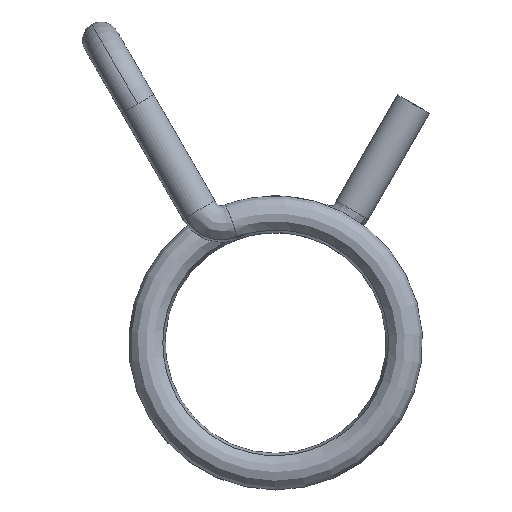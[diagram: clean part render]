
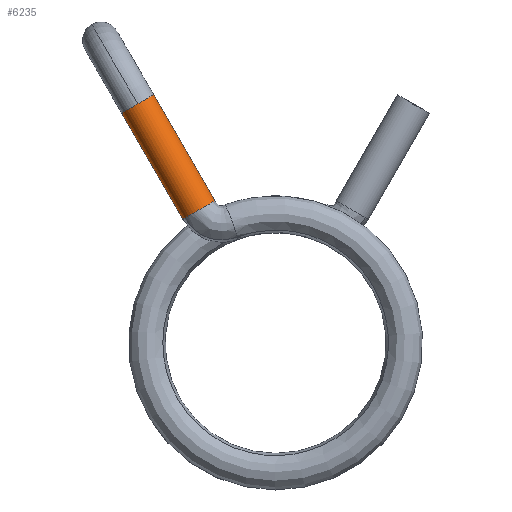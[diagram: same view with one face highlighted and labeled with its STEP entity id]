
A CAD part, top view. The second image highlights one B-rep face of the part: STEP entity #6235.
In plain terms, the highlighted cylindrical face has radius 0.5 mm (diameter 1 mm), a partial arc.
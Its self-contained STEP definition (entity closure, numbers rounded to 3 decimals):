
#155 = AXIS2_PLACEMENT_3D ( 'NONE', #5479, #988, #7300 ) ;
#171 = AXIS2_PLACEMENT_3D ( 'NONE', #6485, #1341, #3649 ) ;
#888 = ORIENTED_EDGE ( 'NONE', *, *, #1508, .F. ) ;
#927 = ORIENTED_EDGE ( 'NONE', *, *, #6558, .F. ) ;
#958 = ORIENTED_EDGE ( 'NONE', *, *, #2881, .T. ) ;
#988 = DIRECTION ( 'NONE',  ( 0.5, -0.866, 0. ) ) ;
#1199 = DIRECTION ( 'NONE',  ( 0.5, -0.866, 0. ) ) ;
#1341 = DIRECTION ( 'NONE',  ( 0.5, -0.866, 0. ) ) ;
#1508 = EDGE_CURVE ( 'NONE', #5994, #6547, #6042, .T. ) ;
#1525 = CARTESIAN_POINT ( 'NONE',  ( -4.183, 6.245, 2. ) ) ;
#1666 = CARTESIAN_POINT ( 'NONE',  ( -2.086, 3.612, 2. ) ) ;
#1729 = CIRCLE ( 'NONE', #155, 0.5 ) ;
#2194 = DIRECTION ( 'NONE',  ( 0.75, 0.433, -0.5 ) ) ;
#2325 = VERTEX_POINT ( 'NONE', #6930 ) ;
#2471 = AXIS2_PLACEMENT_3D ( 'NONE', #4083, #1199, #2194 ) ;
#2658 = DIRECTION ( 'NONE',  ( 0.5, -0.866, 0. ) ) ;
#2720 = CIRCLE ( 'NONE', #6079, 0.5 ) ;
#2880 = DIRECTION ( 'NONE',  ( 0.5, -0.866, 0. ) ) ;
#2881 = EDGE_CURVE ( 'NONE', #2325, #6955, #1729, .T. ) ;
#2938 = CIRCLE ( 'NONE', #2471, 0.5 ) ;
#2987 = EDGE_LOOP ( 'NONE', ( #6705, #958, #6764, #5963, #927, #888 ) ) ;
#3174 = CARTESIAN_POINT ( 'NONE',  ( -3.317, 6.745, 2. ) ) ;
#3180 = CYLINDRICAL_SURFACE ( 'NONE', #171, 0.5 ) ;
#3249 = CARTESIAN_POINT ( 'NONE',  ( -1.653, 3.862, 2. ) ) ;
#3417 = EDGE_CURVE ( 'NONE', #5299, #4996, #2938, .T. ) ;
#3557 = AXIS2_PLACEMENT_3D ( 'NONE', #7369, #2658, #5549 ) ;
#3649 = DIRECTION ( 'NONE',  ( 0.866, 0.5, 0. ) ) ;
#3895 = DIRECTION ( 'NONE',  ( 0.5, -0.866, 0. ) ) ;
#4057 = VECTOR ( 'NONE', #2880, 1000. ) ;
#4083 = CARTESIAN_POINT ( 'NONE',  ( -2.086, 3.612, 2. ) ) ;
#4411 = EDGE_CURVE ( 'NONE', #5994, #2325, #6786, .T. ) ;
#4493 = DIRECTION ( 'NONE',  ( 0.5, -0.866, 0. ) ) ;
#4803 = CARTESIAN_POINT ( 'NONE',  ( -2.461, 3.396, 2.25 ) ) ;
#4996 = VERTEX_POINT ( 'NONE', #5701 ) ;
#5114 = DIRECTION ( 'NONE',  ( 0.75, 0.433, -0.5 ) ) ;
#5141 = CARTESIAN_POINT ( 'NONE',  ( -4.183, 6.245, 2. ) ) ;
#5299 = VERTEX_POINT ( 'NONE', #4803 ) ;
#5479 = CARTESIAN_POINT ( 'NONE',  ( -3.75, 6.495, 2. ) ) ;
#5518 = LINE ( 'NONE', #1525, #5714 ) ;
#5549 = DIRECTION ( 'NONE',  ( 0.75, 0.433, -0.5 ) ) ;
#5701 = CARTESIAN_POINT ( 'NONE',  ( -2.519, 3.362, 2. ) ) ;
#5714 = VECTOR ( 'NONE', #4493, 1000. ) ;
#5963 = ORIENTED_EDGE ( 'NONE', *, *, #3417, .F. ) ;
#5994 = VERTEX_POINT ( 'NONE', #6690 ) ;
#6042 = LINE ( 'NONE', #3174, #4057 ) ;
#6079 = AXIS2_PLACEMENT_3D ( 'NONE', #1666, #3895, #5114 ) ;
#6235 = ADVANCED_FACE ( 'NONE', ( #6523 ), #3180, .T. ) ;
#6485 = CARTESIAN_POINT ( 'NONE',  ( -3.75, 6.495, 2. ) ) ;
#6523 = FACE_OUTER_BOUND ( 'NONE', #2987, .T. ) ;
#6547 = VERTEX_POINT ( 'NONE', #3249 ) ;
#6558 = EDGE_CURVE ( 'NONE', #6547, #5299, #2720, .T. ) ;
#6690 = CARTESIAN_POINT ( 'NONE',  ( -3.317, 6.745, 2. ) ) ;
#6705 = ORIENTED_EDGE ( 'NONE', *, *, #4411, .T. ) ;
#6764 = ORIENTED_EDGE ( 'NONE', *, *, #7112, .T. ) ;
#6786 = CIRCLE ( 'NONE', #3557, 0.5 ) ;
#6930 = CARTESIAN_POINT ( 'NONE',  ( -3.75, 6.495, 2.5 ) ) ;
#6955 = VERTEX_POINT ( 'NONE', #5141 ) ;
#7112 = EDGE_CURVE ( 'NONE', #6955, #4996, #5518, .T. ) ;
#7300 = DIRECTION ( 'NONE',  ( 0.75, 0.433, -0.5 ) ) ;
#7369 = CARTESIAN_POINT ( 'NONE',  ( -3.75, 6.495, 2. ) ) ;
